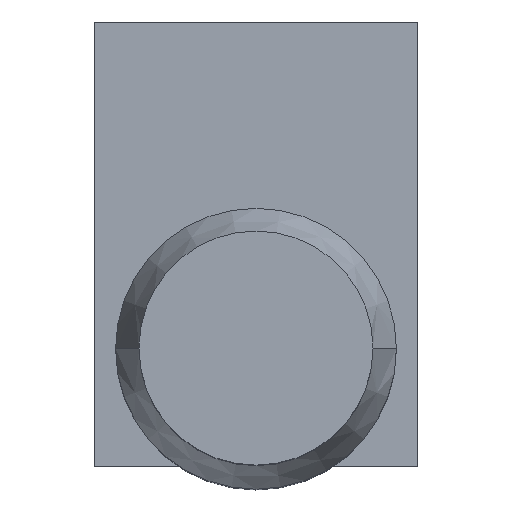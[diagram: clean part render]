
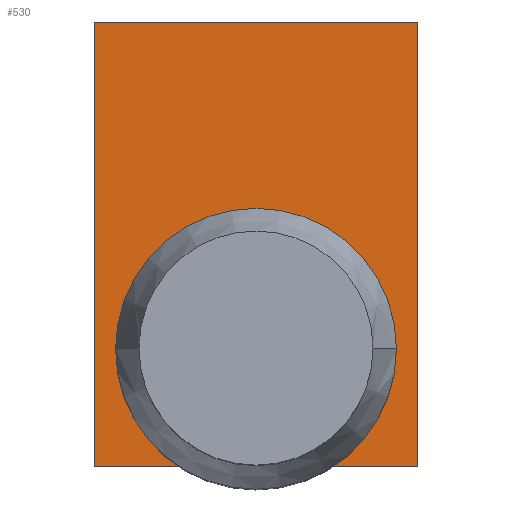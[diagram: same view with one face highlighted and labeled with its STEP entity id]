
A CAD part, top view. The second image highlights one B-rep face of the part: STEP entity #530.
In plain terms, the highlighted planar face has unit normal (0, 0, 1).
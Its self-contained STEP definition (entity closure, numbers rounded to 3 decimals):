
#12 = CARTESIAN_POINT ( 'NONE',  ( 6.9, -5., 0. ) ) ;
#14 = VECTOR ( 'NONE', #449, 1000. ) ;
#25 = VERTEX_POINT ( 'NONE', #566 ) ;
#28 = DIRECTION ( 'NONE',  ( 1., 0., 0. ) ) ;
#38 = EDGE_CURVE ( 'NONE', #532, #363, #336, .T. ) ;
#77 = CARTESIAN_POINT ( 'NONE',  ( -6.9, -5., 0. ) ) ;
#78 = ORIENTED_EDGE ( 'NONE', *, *, #38, .T. ) ;
#97 = CIRCLE ( 'NONE', #372, 3. ) ;
#99 = ORIENTED_EDGE ( 'NONE', *, *, #507, .F. ) ;
#104 = CARTESIAN_POINT ( 'NONE',  ( -6.9, 28.5, 0. ) ) ;
#109 = DIRECTION ( 'NONE',  ( 0., -1., 0. ) ) ;
#112 = VERTEX_POINT ( 'NONE', #496 ) ;
#129 = ORIENTED_EDGE ( 'NONE', *, *, #365, .T. ) ;
#136 = VERTEX_POINT ( 'NONE', #504 ) ;
#145 = ORIENTED_EDGE ( 'NONE', *, *, #450, .F. ) ;
#149 = EDGE_CURVE ( 'NONE', #136, #112, #536, .T. ) ;
#181 = CARTESIAN_POINT ( 'NONE',  ( 3., 0., 0. ) ) ;
#188 = VERTEX_POINT ( 'NONE', #181 ) ;
#193 = CIRCLE ( 'NONE', #464, 3. ) ;
#260 = CARTESIAN_POINT ( 'NONE',  ( 0., 0., 0. ) ) ;
#269 = LINE ( 'NONE', #104, #515 ) ;
#303 = DIRECTION ( 'NONE',  ( 0., 0., 1. ) ) ;
#311 = DIRECTION ( 'NONE',  ( 1., 0., 0. ) ) ;
#313 = FACE_BOUND ( 'NONE', #429, .T. ) ;
#317 = ORIENTED_EDGE ( 'NONE', *, *, #543, .T. ) ;
#319 = CARTESIAN_POINT ( 'NONE',  ( -6.9, 14., 0. ) ) ;
#322 = VECTOR ( 'NONE', #367, 1000. ) ;
#336 = LINE ( 'NONE', #349, #479 ) ;
#344 = CARTESIAN_POINT ( 'NONE',  ( 0., 0., 0. ) ) ;
#349 = CARTESIAN_POINT ( 'NONE',  ( -6.9, -5., 0. ) ) ;
#358 = DIRECTION ( 'NONE',  ( -1., 0., 0. ) ) ;
#359 = AXIS2_PLACEMENT_3D ( 'NONE', #401, #578, #28 ) ;
#363 = VERTEX_POINT ( 'NONE', #12 ) ;
#365 = EDGE_CURVE ( 'NONE', #112, #532, #269, .T. ) ;
#367 = DIRECTION ( 'NONE',  ( -1., 0., 0. ) ) ;
#372 = AXIS2_PLACEMENT_3D ( 'NONE', #260, #303, #358 ) ;
#389 = DIRECTION ( 'NONE',  ( -1., 0., 0. ) ) ;
#398 = LINE ( 'NONE', #585, #14 ) ;
#401 = CARTESIAN_POINT ( 'NONE',  ( -6.9, 28.5, 0. ) ) ;
#406 = PLANE ( 'NONE',  #359 ) ;
#429 = EDGE_LOOP ( 'NONE', ( #99, #145 ) ) ;
#441 = DIRECTION ( 'NONE',  ( 0., 0., 1. ) ) ;
#449 = DIRECTION ( 'NONE',  ( 0., 1., 0. ) ) ;
#450 = EDGE_CURVE ( 'NONE', #188, #25, #193, .T. ) ;
#463 = EDGE_LOOP ( 'NONE', ( #78, #317, #481, #129 ) ) ;
#464 = AXIS2_PLACEMENT_3D ( 'NONE', #344, #441, #389 ) ;
#479 = VECTOR ( 'NONE', #311, 1000. ) ;
#481 = ORIENTED_EDGE ( 'NONE', *, *, #149, .T. ) ;
#487 = FACE_OUTER_BOUND ( 'NONE', #463, .T. ) ;
#496 = CARTESIAN_POINT ( 'NONE',  ( -6.9, 14., 0. ) ) ;
#504 = CARTESIAN_POINT ( 'NONE',  ( 6.9, 14., 0. ) ) ;
#507 = EDGE_CURVE ( 'NONE', #25, #188, #97, .T. ) ;
#515 = VECTOR ( 'NONE', #109, 1000. ) ;
#530 = ADVANCED_FACE ( 'NONE', ( #313, #487 ), #406, .T. ) ;
#532 = VERTEX_POINT ( 'NONE', #77 ) ;
#536 = LINE ( 'NONE', #319, #322 ) ;
#543 = EDGE_CURVE ( 'NONE', #363, #136, #398, .T. ) ;
#566 = CARTESIAN_POINT ( 'NONE',  ( -3., 0., 0. ) ) ;
#578 = DIRECTION ( 'NONE',  ( 0., 0., 1. ) ) ;
#585 = CARTESIAN_POINT ( 'NONE',  ( 6.9, 28.5, 0. ) ) ;
